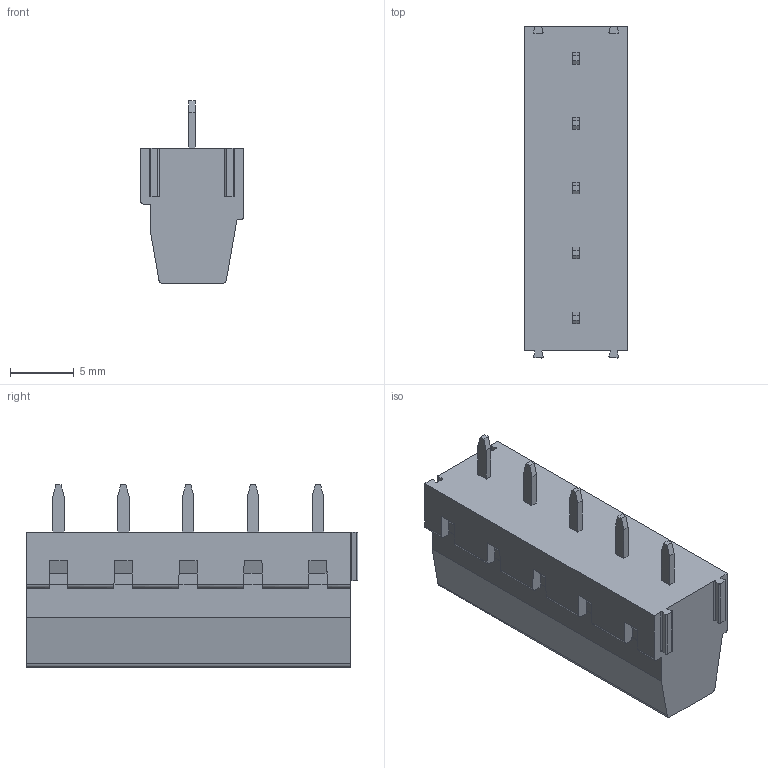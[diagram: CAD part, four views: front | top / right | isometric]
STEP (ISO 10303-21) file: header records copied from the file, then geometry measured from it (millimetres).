
FILE_DESCRIPTION( ( 'STEP AP203' ), '1' );
FILE_NAME( 'MV155-5,08-V.stp', ' ', ( ' ' ), ( ' ' ), 'PSStep 15.0.49', 'VISI 20.0', ' ' );
FILE_SCHEMA( ( 'AUTOMOTIVE_DESIGN { 1 0 10303 214 1 1 1 1 }' ) );
Length unit declared in the file: millimetre
Products named in the file (1): 1
Bounding box: 8.1 x 26 x 14.31 mm (x, y, z)
Volume: 1590.2 mm3; surface area: 1554.8 mm2
Topology: 1 solids, 1 shells, 232 faces, 647 edges, 432 vertices
Faces by surface type: plane 202, cylinder 30
Full cylindrical faces by diameter (mm): 3.8 x5
Entity records: 9175 total; most frequent: CARTESIAN_POINT 1337, ORIENTED_EDGE 1274, DIRECTION 1158, EDGE_CURVE 637, LINE 562, VECTOR 562, VERTEX_POINT 427, AXIS2_PLACEMENT_3D 298
